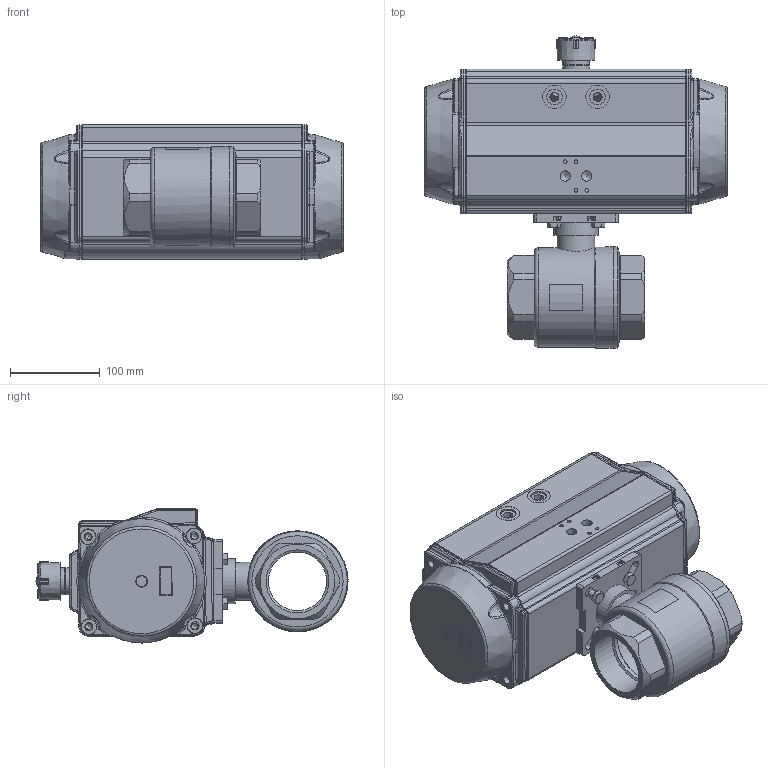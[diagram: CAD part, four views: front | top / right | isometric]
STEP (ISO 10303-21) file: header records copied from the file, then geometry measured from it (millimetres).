
FILE_DESCRIPTION(/* description */ ('Unknown'),/* implementation_level */ '2;1');
FILE_NAME(/* name */ 'PE07 9652-10',/* time_stamp */ '2025-01-15T11:44:53+01:00',/* author */ ('Unknown'),/* organization */ ('Unknown'),/* preprocessor_version */ 'ST-DEVELOPER v19.4',/* originating_system */ 'Solid Edge',/* authorisation */ 'Unknown');
FILE_SCHEMA (('AUTOMOTIVE_DESIGN {1 0 10303 214 3 1 1}'));
Products named in the file (22): PE079652-10; 9652-10; MV-82 DN65 T; MV-82 DN65 Z; MV-82 DN65 ZT; MV-82 DN65 O; MV-82 DN65 G; MV-82 DN65 M; MV-82 DN65 TL; MV-82 DN65 YT; MV-82 DN65 DD; PD08_PE07; VTE125埴詰; vt125-2016-06-25; vt125-2016-06-25   酘傷裔_MIR; VT125-03-01   活塞; VT125-3 粣; Optische Anzeige; ______; ________(___________; cup head nib bolts with large head gb_GB_FASTENER_BOLT_CHNBW M6X25-N; DIN 933 M8x25 A2-70 BLK_EDST
Assembly tree (30 placements, depth 4):
  PE079652-10
    9652-10
      MV-82 DN65 T
      MV-82 DN65 Z
      MV-82 DN65 ZT
      MV-82 DN65 O
      MV-82 DN65 G
      MV-82 DN65 M
      MV-82 DN65 TL  x2
      MV-82 DN65 YT
      MV-82 DN65 DD  x2
    PD08_PE07
      VTE125埴詰
      vt125-2016-06-25
      vt125-2016-06-25   酘傷裔_MIR
      VT125-03-01   活塞  x2
      VT125-3 粣
      Optische Anzeige
        ______
        ________(___________  x4
        cup head nib bolts with large head gb_GB_FASTENER_BOLT_CHNBW M6X25-N
    DIN 933 M8x25 A2-70 BLK_EDST  x4
Bounding box: 337 x 347.25 x 149.23 mm (x, y, z)
Volume: 3865621.1 mm3; surface area: 840918.1 mm2
Topology: 27 solids, 27 shells, 3430 faces, 8456 edges, 5171 vertices
Faces by surface type: plane 966, cylinder 904, bspline 731, torus 511, cone 265, sphere 53
Full cylindrical faces by diameter (mm): 3 x16, 3.3 x8, 4.134 x8, 4.66 x1, 4.917 x1, 6 x2, 6.2 x1, 6.647 x12, 7 x1, 8 x4, 8.376 x4, 10.106 x2, 11.445 x2, 13 x6, 17 x8, 17.2 x1, 17.5 x2, 18.3 x1, 22 x4, 22.1 x1, 22.2 x4, 23 x2, 25 x1, 26 x2, 26.4 x1, 27 x1, 27.6 x3, 28 x2, 28.2 x1, 29 x1
Entity records: 108424 total; most frequent: CARTESIAN_POINT 52453, ORIENTED_EDGE 12078, DIRECTION 10084, EDGE_CURVE 6039, AXIS2_PLACEMENT_3D 3957, VERTEX_POINT 3910, FACE_BOUND 3117, EDGE_LOOP 3095
